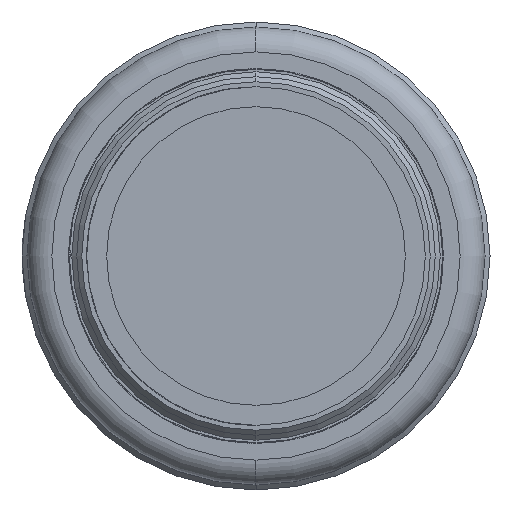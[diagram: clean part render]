
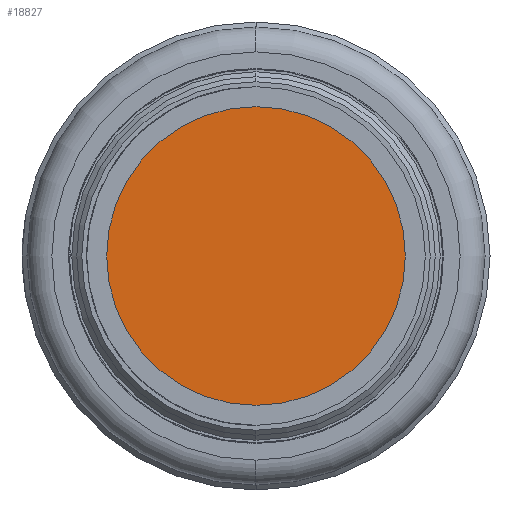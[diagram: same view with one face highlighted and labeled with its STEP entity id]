
A CAD part, left-side view. The second image highlights one B-rep face of the part: STEP entity #18827.
In plain terms, the highlighted planar face has unit normal (-1, 0, 0).
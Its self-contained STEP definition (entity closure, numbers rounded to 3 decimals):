
#1186 = CIRCLE ( 'NONE', #18347, 15. ) ;
#5163 = DIRECTION ( 'NONE',  ( 0., 0., 1. ) ) ;
#8560 = VERTEX_POINT ( 'NONE', #63623 ) ;
#11522 = DIRECTION ( 'NONE',  ( -1., 0., 0. ) ) ;
#12372 = VERTEX_POINT ( 'NONE', #13002 ) ;
#12585 = EDGE_LOOP ( 'NONE', ( #41566, #70482 ) ) ;
#12736 = CARTESIAN_POINT ( 'NONE',  ( -15.611, 15., 0. ) ) ;
#13002 = CARTESIAN_POINT ( 'NONE',  ( -15.611, 0., -15. ) ) ;
#18190 = DIRECTION ( 'NONE',  ( 1., 0., 0. ) ) ;
#18347 = AXIS2_PLACEMENT_3D ( 'NONE', #44155, #11522, #49660 ) ;
#18827 = ADVANCED_FACE ( 'NONE', ( #33285 ), #45359, .F. ) ;
#20170 = EDGE_CURVE ( 'NONE', #12372, #8560, #45996, .T. ) ;
#23454 = AXIS2_PLACEMENT_3D ( 'NONE', #12736, #18190, #56347 ) ;
#31689 = AXIS2_PLACEMENT_3D ( 'NONE', #70421, #37805, #5163 ) ;
#33285 = FACE_OUTER_BOUND ( 'NONE', #12585, .T. ) ;
#34789 = EDGE_CURVE ( 'NONE', #8560, #12372, #1186, .T. ) ;
#37805 = DIRECTION ( 'NONE',  ( -1., 0., 0. ) ) ;
#41566 = ORIENTED_EDGE ( 'NONE', *, *, #34789, .T. ) ;
#44155 = CARTESIAN_POINT ( 'NONE',  ( -15.611, 0., 0. ) ) ;
#45359 = PLANE ( 'NONE',  #23454 ) ;
#45996 = CIRCLE ( 'NONE', #31689, 15. ) ;
#49660 = DIRECTION ( 'NONE',  ( 0., 0., 1. ) ) ;
#56347 = DIRECTION ( 'NONE',  ( 0., 0., -1. ) ) ;
#63623 = CARTESIAN_POINT ( 'NONE',  ( -15.611, 0., 15. ) ) ;
#70421 = CARTESIAN_POINT ( 'NONE',  ( -15.611, 0., 0. ) ) ;
#70482 = ORIENTED_EDGE ( 'NONE', *, *, #20170, .T. ) ;
